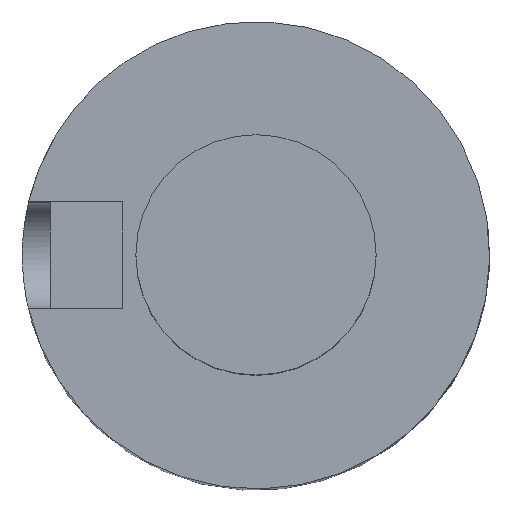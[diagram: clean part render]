
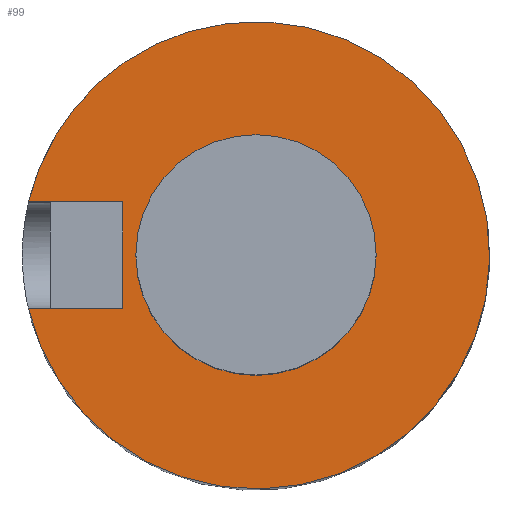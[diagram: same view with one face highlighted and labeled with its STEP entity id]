
A CAD part, top view. The second image highlights one B-rep face of the part: STEP entity #99.
In plain terms, the highlighted planar face has unit normal (0, 0, 1).
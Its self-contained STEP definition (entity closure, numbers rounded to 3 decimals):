
#55=PLANE('',#475);
#75=FACE_OUTER_BOUND('',#135,.T.);
#99=ADVANCED_FACE('',(#75),#55,.T.);
#135=EDGE_LOOP('',(#254,#255,#256,#257));
#169=LINE('',#692,#208);
#170=LINE('',#695,#209);
#171=LINE('',#696,#210);
#208=VECTOR('',#534,1.);
#209=VECTOR('',#535,1.);
#210=VECTOR('',#536,1.);
#254=ORIENTED_EDGE('',*,*,#393,.T.);
#255=ORIENTED_EDGE('',*,*,#394,.T.);
#256=ORIENTED_EDGE('',*,*,#378,.T.);
#257=ORIENTED_EDGE('',*,*,#395,.T.);
#343=VERTEX_POINT('',#628);
#344=VERTEX_POINT('',#629);
#358=VERTEX_POINT('',#693);
#359=VERTEX_POINT('',#694);
#378=EDGE_CURVE('',#343,#344,#430,.T.);
#393=EDGE_CURVE('',#358,#359,#169,.T.);
#394=EDGE_CURVE('',#359,#343,#170,.T.);
#395=EDGE_CURVE('',#344,#358,#171,.T.);
#430=CIRCLE('',#468,17.5);
#468=AXIS2_PLACEMENT_3D('',#627,#512,#513);
#475=AXIS2_PLACEMENT_3D('',#697,#537,#538);
#512=DIRECTION('',(0.,0.,1.));
#513=DIRECTION('',(-1.,0.,0.));
#534=DIRECTION('',(0.,-1.,0.));
#535=DIRECTION('',(-1.,0.,0.));
#536=DIRECTION('',(1.,0.,0.));
#537=DIRECTION('',(0.,0.,1.));
#538=DIRECTION('',(1.,0.,0.));
#627=CARTESIAN_POINT('',(0.,0.,0.));
#628=CARTESIAN_POINT('',(-17.037,-4.,0.));
#629=CARTESIAN_POINT('',(-17.037,4.,0.));
#692=CARTESIAN_POINT('',(-10.,0.,0.));
#693=CARTESIAN_POINT('',(-10.,4.,0.));
#694=CARTESIAN_POINT('',(-10.,-4.,0.));
#695=CARTESIAN_POINT('',(0.,-4.,0.));
#696=CARTESIAN_POINT('',(0.,4.,0.));
#697=CARTESIAN_POINT('',(0.,0.,0.));
